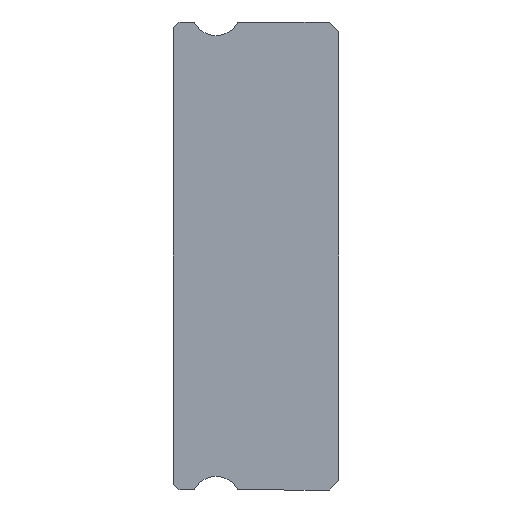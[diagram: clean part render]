
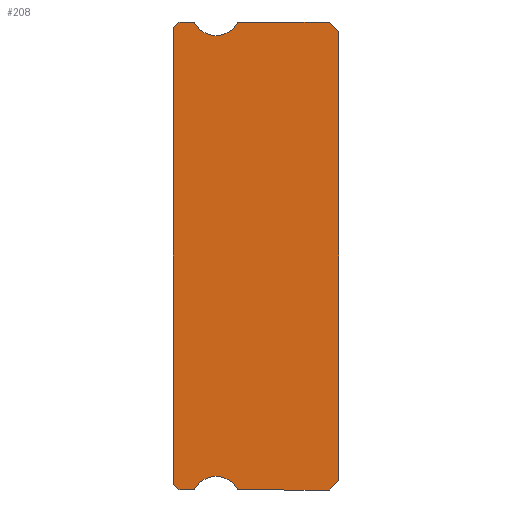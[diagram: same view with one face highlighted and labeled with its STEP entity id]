
A CAD part, left-side view. The second image highlights one B-rep face of the part: STEP entity #208.
In plain terms, the highlighted planar face has unit normal (-1, 0, 0).
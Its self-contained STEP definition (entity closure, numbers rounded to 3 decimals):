
#42 = ORIENTED_EDGE ( 'NONE', *, *, #2527, .T. ) ;
#46 = DIRECTION ( 'NONE',  ( 1., 0., 0. ) ) ;
#165 = ORIENTED_EDGE ( 'NONE', *, *, #3639, .F. ) ;
#208 = ADVANCED_FACE ( 'NONE', ( #1824 ), #3048, .F. ) ;
#212 = LINE ( 'NONE', #1527, #2722 ) ;
#231 = AXIS2_PLACEMENT_3D ( 'NONE', #1586, #1529, #4062 ) ;
#235 = EDGE_CURVE ( 'NONE', #1525, #3274, #212, .T. ) ;
#249 = DIRECTION ( 'NONE',  ( -1., 0., 0. ) ) ;
#253 = CARTESIAN_POINT ( 'NONE',  ( -10., 7.512, 12. ) ) ;
#268 = ORIENTED_EDGE ( 'NONE', *, *, #3253, .F. ) ;
#307 = DIRECTION ( 'NONE',  ( 0., -1., 0. ) ) ;
#347 = VERTEX_POINT ( 'NONE', #1369 ) ;
#353 = AXIS2_PLACEMENT_3D ( 'NONE', #2405, #249, #583 ) ;
#366 = AXIS2_PLACEMENT_3D ( 'NONE', #1142, #505, #2747 ) ;
#434 = ORIENTED_EDGE ( 'NONE', *, *, #3602, .F. ) ;
#470 = ORIENTED_EDGE ( 'NONE', *, *, #3099, .F. ) ;
#505 = DIRECTION ( 'NONE',  ( 1., 0., 0. ) ) ;
#509 = DIRECTION ( 'NONE',  ( 0., 0., -1. ) ) ;
#531 = DIRECTION ( 'NONE',  ( -1., 0., 0. ) ) ;
#556 = CARTESIAN_POINT ( 'NONE',  ( -10., 5.217, 11.925 ) ) ;
#573 = EDGE_CURVE ( 'NONE', #2725, #3053, #1533, .T. ) ;
#583 = DIRECTION ( 'NONE',  ( 0., 0., -1. ) ) ;
#687 = VERTEX_POINT ( 'NONE', #1979 ) ;
#697 = ORIENTED_EDGE ( 'NONE', *, *, #235, .T. ) ;
#720 = DIRECTION ( 'NONE',  ( 0., 0., -1. ) ) ;
#792 = VECTOR ( 'NONE', #1909, 1000. ) ;
#795 = ORIENTED_EDGE ( 'NONE', *, *, #4047, .F. ) ;
#854 = EDGE_CURVE ( 'NONE', #2119, #2898, #3306, .T. ) ;
#856 = CIRCLE ( 'NONE', #3453, 0.15 ) ;
#917 = VERTEX_POINT ( 'NONE', #2126 ) ;
#918 = CIRCLE ( 'NONE', #2673, 0.15 ) ;
#969 = ORIENTED_EDGE ( 'NONE', *, *, #3251, .F. ) ;
#976 = CARTESIAN_POINT ( 'NONE',  ( -10., 7.512, 12. ) ) ;
#998 = CARTESIAN_POINT ( 'NONE',  ( -10., 7.512, -12. ) ) ;
#1010 = CIRCLE ( 'NONE', #231, 1.25 ) ;
#1065 = CARTESIAN_POINT ( 'NONE',  ( -10., 8.5, 11.7 ) ) ;
#1134 = CARTESIAN_POINT ( 'NONE',  ( -10., 5.088, 12. ) ) ;
#1142 = CARTESIAN_POINT ( 'NONE',  ( -10., 7.512, 11.85 ) ) ;
#1160 = VECTOR ( 'NONE', #1183, 1000. ) ;
#1178 = CARTESIAN_POINT ( 'NONE',  ( -10., 0.5, -12. ) ) ;
#1183 = DIRECTION ( 'NONE',  ( 0., -0.707, -0.707 ) ) ;
#1215 = DIRECTION ( 'NONE',  ( 1., 0., 0. ) ) ;
#1254 = CARTESIAN_POINT ( 'NONE',  ( -10., 7.512, -12. ) ) ;
#1298 = CARTESIAN_POINT ( 'NONE',  ( -10., 5.088, -12. ) ) ;
#1309 = DIRECTION ( 'NONE',  ( 0., 0., -1. ) ) ;
#1311 = AXIS2_PLACEMENT_3D ( 'NONE', #3321, #531, #2004 ) ;
#1332 = EDGE_CURVE ( 'NONE', #3065, #2970, #3482, .T. ) ;
#1335 = VERTEX_POINT ( 'NONE', #1178 ) ;
#1354 = AXIS2_PLACEMENT_3D ( 'NONE', #3611, #3319, #509 ) ;
#1369 = CARTESIAN_POINT ( 'NONE',  ( -10., 8.5, 11.7 ) ) ;
#1479 = CARTESIAN_POINT ( 'NONE',  ( -10., 5.217, -11.925 ) ) ;
#1525 = VERTEX_POINT ( 'NONE', #2613 ) ;
#1527 = CARTESIAN_POINT ( 'NONE',  ( -10., 8.2, -12. ) ) ;
#1529 = DIRECTION ( 'NONE',  ( -1., 0., 0. ) ) ;
#1533 = LINE ( 'NONE', #1557, #3701 ) ;
#1557 = CARTESIAN_POINT ( 'NONE',  ( -10., 8.2, 12. ) ) ;
#1581 = CARTESIAN_POINT ( 'NONE',  ( -10., 6.3, 11.3 ) ) ;
#1586 = CARTESIAN_POINT ( 'NONE',  ( -10., 6.3, 12.55 ) ) ;
#1604 = EDGE_CURVE ( 'NONE', #3053, #347, #3905, .T. ) ;
#1616 = CARTESIAN_POINT ( 'NONE',  ( -10., 8.2, -12. ) ) ;
#1622 = VECTOR ( 'NONE', #4052, 1000. ) ;
#1644 = VERTEX_POINT ( 'NONE', #2317 ) ;
#1756 = ORIENTED_EDGE ( 'NONE', *, *, #2181, .F. ) ;
#1782 = CARTESIAN_POINT ( 'NONE',  ( -10., 7.383, -11.925 ) ) ;
#1796 = EDGE_LOOP ( 'NONE', ( #470, #697, #2561, #434, #795, #3908, #165, #3130, #42, #3933, #268, #969, #3109, #1756, #2000, #3614, #2948 ) ) ;
#1824 = FACE_OUTER_BOUND ( 'NONE', #1796, .T. ) ;
#1827 = LINE ( 'NONE', #2127, #2458 ) ;
#1840 = VECTOR ( 'NONE', #307, 1000. ) ;
#1871 = CARTESIAN_POINT ( 'NONE',  ( -10., 7.512, 11.85 ) ) ;
#1909 = DIRECTION ( 'NONE',  ( 0., -1., 0. ) ) ;
#1976 = CARTESIAN_POINT ( 'NONE',  ( -10., 0., 11.5 ) ) ;
#1979 = CARTESIAN_POINT ( 'NONE',  ( -10., 7.383, 11.925 ) ) ;
#2000 = ORIENTED_EDGE ( 'NONE', *, *, #3369, .F. ) ;
#2004 = DIRECTION ( 'NONE',  ( 0., 0., -1. ) ) ;
#2021 = EDGE_CURVE ( 'NONE', #3207, #1335, #1827, .T. ) ;
#2033 = AXIS2_PLACEMENT_3D ( 'NONE', #1871, #1215, #3064 ) ;
#2035 = DIRECTION ( 'NONE',  ( 0., 1., 0. ) ) ;
#2070 = DIRECTION ( 'NONE',  ( 0., 0.707, -0.707 ) ) ;
#2107 = CIRCLE ( 'NONE', #1311, 1.25 ) ;
#2119 = VERTEX_POINT ( 'NONE', #1298 ) ;
#2126 = CARTESIAN_POINT ( 'NONE',  ( -10., 0., 11.5 ) ) ;
#2127 = CARTESIAN_POINT ( 'NONE',  ( -10., 0., -11.5 ) ) ;
#2181 = EDGE_CURVE ( 'NONE', #687, #3065, #1010, .T. ) ;
#2251 = CARTESIAN_POINT ( 'NONE',  ( -10., 0., -11.5 ) ) ;
#2297 = DIRECTION ( 'NONE',  ( 1., 0., 0. ) ) ;
#2317 = CARTESIAN_POINT ( 'NONE',  ( -10., 0.5, 12. ) ) ;
#2405 = CARTESIAN_POINT ( 'NONE',  ( -10., 6.3, 12.55 ) ) ;
#2458 = VECTOR ( 'NONE', #2070, 1000. ) ;
#2516 = VECTOR ( 'NONE', #3208, 1000. ) ;
#2527 = EDGE_CURVE ( 'NONE', #3207, #917, #2642, .T. ) ;
#2561 = ORIENTED_EDGE ( 'NONE', *, *, #3384, .T. ) ;
#2605 = EDGE_CURVE ( 'NONE', #1644, #917, #4043, .T. ) ;
#2613 = CARTESIAN_POINT ( 'NONE',  ( -10., 8.5, -11.7 ) ) ;
#2619 = VERTEX_POINT ( 'NONE', #1782 ) ;
#2642 = LINE ( 'NONE', #1976, #2516 ) ;
#2673 = AXIS2_PLACEMENT_3D ( 'NONE', #3472, #46, #1309 ) ;
#2722 = VECTOR ( 'NONE', #4001, 1000. ) ;
#2725 = VERTEX_POINT ( 'NONE', #253 ) ;
#2747 = DIRECTION ( 'NONE',  ( 0., 0., -1. ) ) ;
#2866 = LINE ( 'NONE', #976, #792 ) ;
#2898 = VERTEX_POINT ( 'NONE', #1479 ) ;
#2913 = DIRECTION ( 'NONE',  ( 0., 0.707, -0.707 ) ) ;
#2948 = ORIENTED_EDGE ( 'NONE', *, *, #1604, .T. ) ;
#2970 = VERTEX_POINT ( 'NONE', #556 ) ;
#2977 = CARTESIAN_POINT ( 'NONE',  ( -10., 7.512, -12. ) ) ;
#3023 = CARTESIAN_POINT ( 'NONE',  ( -10., 0.5, 12. ) ) ;
#3048 = PLANE ( 'NONE',  #366 ) ;
#3053 = VERTEX_POINT ( 'NONE', #3579 ) ;
#3064 = DIRECTION ( 'NONE',  ( 0., 0., -1. ) ) ;
#3065 = VERTEX_POINT ( 'NONE', #1581 ) ;
#3098 = LINE ( 'NONE', #1254, #1840 ) ;
#3099 = EDGE_CURVE ( 'NONE', #1525, #347, #3992, .T. ) ;
#3109 = ORIENTED_EDGE ( 'NONE', *, *, #1332, .F. ) ;
#3130 = ORIENTED_EDGE ( 'NONE', *, *, #2021, .F. ) ;
#3207 = VERTEX_POINT ( 'NONE', #2251 ) ;
#3208 = DIRECTION ( 'NONE',  ( 0., 0., 1. ) ) ;
#3251 = EDGE_CURVE ( 'NONE', #2970, #3718, #856, .T. ) ;
#3253 = EDGE_CURVE ( 'NONE', #3718, #1644, #2866, .T. ) ;
#3274 = VERTEX_POINT ( 'NONE', #1616 ) ;
#3306 = CIRCLE ( 'NONE', #1354, 0.15 ) ;
#3319 = DIRECTION ( 'NONE',  ( 1., 0., 0. ) ) ;
#3320 = CIRCLE ( 'NONE', #2033, 0.15 ) ;
#3321 = CARTESIAN_POINT ( 'NONE',  ( -10., 6.3, -12.55 ) ) ;
#3369 = EDGE_CURVE ( 'NONE', #2725, #687, #3320, .T. ) ;
#3384 = EDGE_CURVE ( 'NONE', #3274, #3473, #3098, .T. ) ;
#3426 = CARTESIAN_POINT ( 'NONE',  ( -10., 8.5, 11.85 ) ) ;
#3453 = AXIS2_PLACEMENT_3D ( 'NONE', #3775, #2297, #720 ) ;
#3472 = CARTESIAN_POINT ( 'NONE',  ( -10., 7.512, -11.85 ) ) ;
#3473 = VERTEX_POINT ( 'NONE', #998 ) ;
#3482 = CIRCLE ( 'NONE', #353, 1.25 ) ;
#3518 = VECTOR ( 'NONE', #2035, 1000. ) ;
#3554 = VECTOR ( 'NONE', #2913, 1000. ) ;
#3578 = LINE ( 'NONE', #2977, #3518 ) ;
#3579 = CARTESIAN_POINT ( 'NONE',  ( -10., 8.2, 12. ) ) ;
#3602 = EDGE_CURVE ( 'NONE', #2619, #3473, #918, .T. ) ;
#3611 = CARTESIAN_POINT ( 'NONE',  ( -10., 5.088, -11.85 ) ) ;
#3614 = ORIENTED_EDGE ( 'NONE', *, *, #573, .T. ) ;
#3639 = EDGE_CURVE ( 'NONE', #1335, #2119, #3578, .T. ) ;
#3701 = VECTOR ( 'NONE', #4049, 1000. ) ;
#3718 = VERTEX_POINT ( 'NONE', #1134 ) ;
#3775 = CARTESIAN_POINT ( 'NONE',  ( -10., 5.088, 11.85 ) ) ;
#3905 = LINE ( 'NONE', #1065, #3554 ) ;
#3908 = ORIENTED_EDGE ( 'NONE', *, *, #854, .F. ) ;
#3933 = ORIENTED_EDGE ( 'NONE', *, *, #2605, .F. ) ;
#3992 = LINE ( 'NONE', #3426, #1622 ) ;
#4001 = DIRECTION ( 'NONE',  ( 0., -0.707, -0.707 ) ) ;
#4043 = LINE ( 'NONE', #3023, #1160 ) ;
#4047 = EDGE_CURVE ( 'NONE', #2898, #2619, #2107, .T. ) ;
#4049 = DIRECTION ( 'NONE',  ( 0., 1., 0. ) ) ;
#4052 = DIRECTION ( 'NONE',  ( 0., 0., 1. ) ) ;
#4062 = DIRECTION ( 'NONE',  ( 0., 0., -1. ) ) ;
